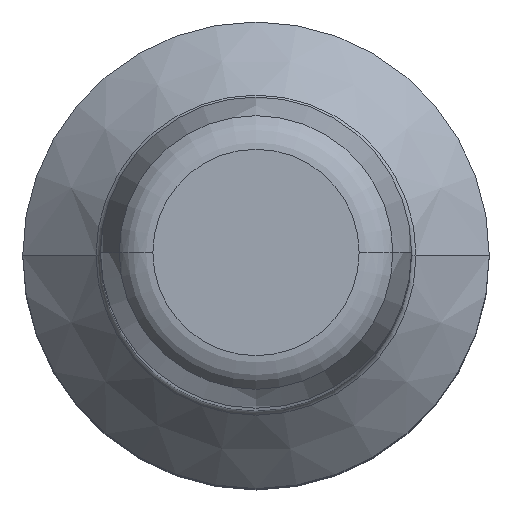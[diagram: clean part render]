
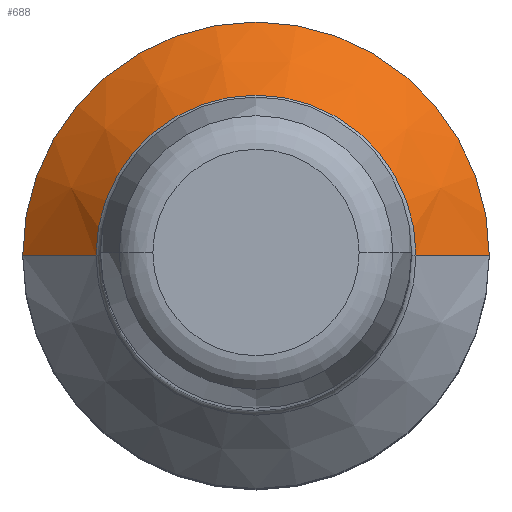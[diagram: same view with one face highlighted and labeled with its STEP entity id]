
A CAD part, top view. The second image highlights one B-rep face of the part: STEP entity #688.
In plain terms, the highlighted conical face has half-angle 45 degrees and reference radius 2.529 mm.
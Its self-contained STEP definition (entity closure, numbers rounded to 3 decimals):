
#65=CARTESIAN_POINT('',(-2.,0.,-4.239));
#66=DIRECTION('',(0.,0.,1.));
#67=DIRECTION('',(1.,0.,0.));
#68=AXIS2_PLACEMENT_3D('',#65,#66,#67);
#234=DIRECTION('',(0.707,0.,-0.707));
#235=VECTOR('',#234,1.332);
#236=CARTESIAN_POINT('',(0.058,0.,-3.297));
#237=LINE('',#236,#235);
#238=CARTESIAN_POINT('',(-2.,0.,-3.297));
#239=DIRECTION('',(0.,0.,1.));
#240=DIRECTION('',(1.,0.,0.));
#241=AXIS2_PLACEMENT_3D('',#238,#239,#240);
#243=DIRECTION('',(-0.707,0.,-0.707));
#244=VECTOR('',#243,1.332);
#245=CARTESIAN_POINT('',(-4.058,0.,-3.297));
#246=LINE('',#245,#244);
#342=CARTESIAN_POINT('',(0.058,0.,-3.297));
#343=VERTEX_POINT('',#342);
#344=CARTESIAN_POINT('',(1.,0.,-4.239));
#345=VERTEX_POINT('',#344);
#358=CARTESIAN_POINT('',(-4.058,0.,-3.297));
#359=VERTEX_POINT('',#358);
#360=CARTESIAN_POINT('',(-5.,0.,-4.239));
#361=VERTEX_POINT('',#360);
#674=CARTESIAN_POINT('',(-2.,0.,-3.768));
#675=DIRECTION('',(0.,0.,-1.));
#676=DIRECTION('',(1.,0.,0.));
#677=AXIS2_PLACEMENT_3D('',#674,#675,#676);
#678=CONICAL_SURFACE('',#677,2.529,45.);
#680=ORIENTED_EDGE('',*,*,#679,.F.);
#682=ORIENTED_EDGE('',*,*,#681,.T.);
#684=ORIENTED_EDGE('',*,*,#683,.T.);
#685=ORIENTED_EDGE('',*,*,#505,.F.);
#686=EDGE_LOOP('',(#680,#682,#684,#685));
#687=FACE_OUTER_BOUND('',#686,.F.);
#688=ADVANCED_FACE('',(#687),#678,.T.);
#69=CIRCLE('',#68,3.);
#242=CIRCLE('',#241,2.058);
#505=EDGE_CURVE('',#345,#361,#69,.T.);
#679=EDGE_CURVE('',#343,#345,#237,.T.);
#681=EDGE_CURVE('',#343,#359,#242,.T.);
#683=EDGE_CURVE('',#359,#361,#246,.T.);
